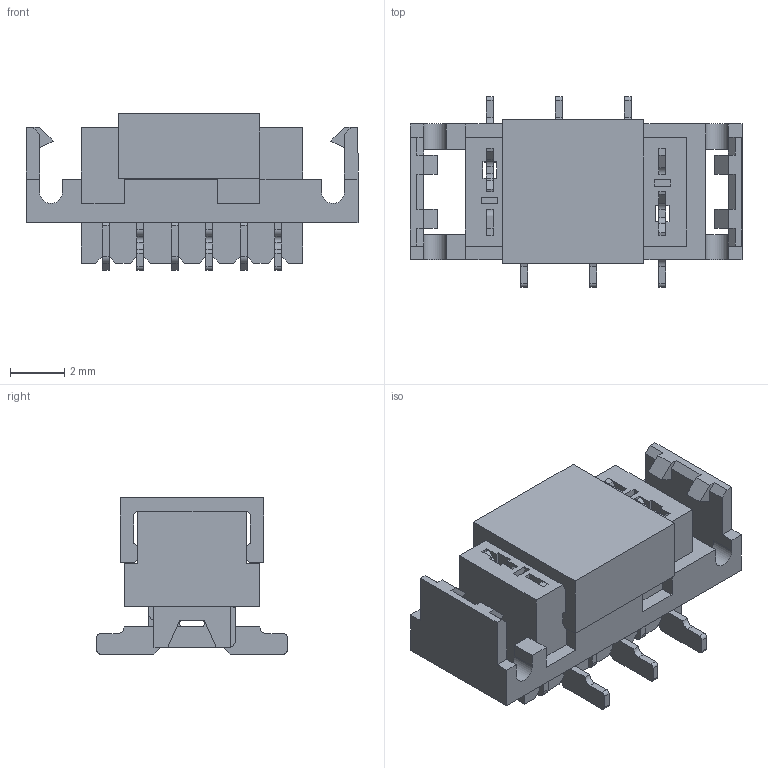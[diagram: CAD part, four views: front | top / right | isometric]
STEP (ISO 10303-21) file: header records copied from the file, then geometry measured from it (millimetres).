
FILE_DESCRIPTION(/* description */ ('Unknown'),/* implementation_level */ '2;1');
FILE_NAME(/* name */ 'J_Wurth_WR-MM_690367290676',/* time_stamp */ '2025-05-07T10:12:34+08:00',/* author */ ('Unknown'),/* organization */ ('Unknown'),/* preprocessor_version */ 'ST-DEVELOPER v19.4',/* originating_system */ 'Solid Edge',/* authorisation */ 'Unknown');
FILE_SCHEMA (('AUTOMOTIVE_DESIGN {1 0 10303 214 3 1 1}'));
Length unit declared in the file: millimetre
Products named in the file (2): J_Wurth_WR-MM_690367290676
Assembly tree (1 placements, depth 2):
  J_Wurth_WR-MM_690367290676
    J_Wurth_WR-MM_690367290676
Bounding box: 12.22 x 7 x 5.75 mm (x, y, z)
Volume: 191.7 mm3; surface area: 777.5 mm2
Topology: 8 solids, 8 shells, 547 faces, 1617 edges, 1078 vertices
Faces by surface type: plane 435, cylinder 112
Entity records: 18237 total; most frequent: CARTESIAN_POINT 3244, ORIENTED_EDGE 3234, DIRECTION 2939, EDGE_CURVE 1617, LINE 1393, VECTOR 1393, VERTEX_POINT 1078, AXIS2_PLACEMENT_3D 773
